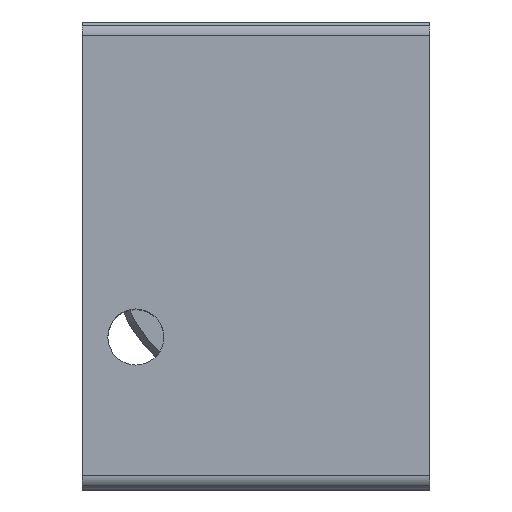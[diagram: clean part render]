
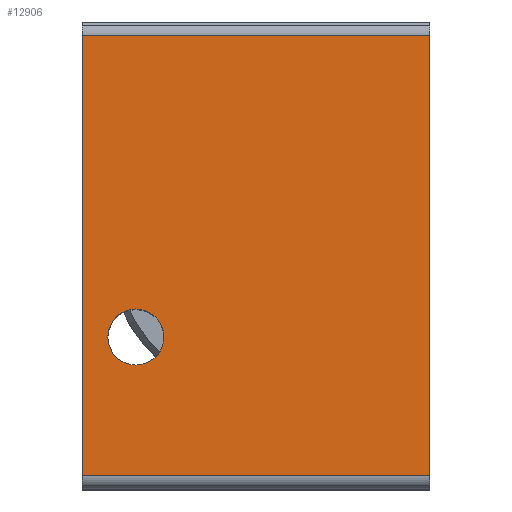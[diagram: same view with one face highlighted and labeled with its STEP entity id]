
A CAD part, top view. The second image highlights one B-rep face of the part: STEP entity #12906.
In plain terms, the highlighted face is planar.
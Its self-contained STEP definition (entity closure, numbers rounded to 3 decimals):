
#313=CARTESIAN_POINT('',(-11.,-6.25,-5.5));
#314=VERTEX_POINT('',#313);
#323=CARTESIAN_POINT('',(-11.,-6.25,-9.7));
#324=VERTEX_POINT('',#323);
#325=CARTESIAN_POINT('',(-11.,-6.25,-7.6));
#326=DIRECTION('',(0.0,1.0,0.0));
#327=DIRECTION('',(0.0,0.0,1.0));
#328=AXIS2_PLACEMENT_3D('',#325,#326,#327);
#329=CIRCLE('',#328,2.1);
#330=EDGE_CURVE('',#324,#314,#329,.T.);
#11041=CARTESIAN_POINT('',(11.0,-6.25,-18.));
#11042=VERTEX_POINT('',#11041);
#11050=CARTESIAN_POINT('',(-15.0,-6.25,-18.));
#11051=VERTEX_POINT('',#11050);
#11052=CARTESIAN_POINT('',(11.0,-6.25,-18.));
#11053=DIRECTION('',(-1.0,0.0,0.0));
#11054=VECTOR('',#11053,26.0);
#11055=LINE('',#11052,#11054);
#11056=EDGE_CURVE('',#11042,#11051,#11055,.T.);
#11106=CARTESIAN_POINT('',(11.0,-6.25,15.));
#11107=VERTEX_POINT('',#11106);
#11115=CARTESIAN_POINT('',(11.0,-6.25,-18.));
#11116=DIRECTION('',(0.0,0.0,1.0));
#11117=VECTOR('',#11116,33.);
#11118=LINE('',#11115,#11117);
#11119=EDGE_CURVE('',#11042,#11107,#11118,.T.);
#11187=CARTESIAN_POINT('',(-15.0,-6.25,15.));
#11188=VERTEX_POINT('',#11187);
#11196=CARTESIAN_POINT('',(-15.0,-6.25,15.));
#11197=DIRECTION('',(1.0,0.0,0.0));
#11198=VECTOR('',#11197,26.0);
#11199=LINE('',#11196,#11198);
#11200=EDGE_CURVE('',#11188,#11107,#11199,.T.);
#12844=CARTESIAN_POINT('',(-11.,-6.25,-7.6));
#12845=DIRECTION('',(0.0,1.0,0.0));
#12846=DIRECTION('',(0.0,0.0,1.0));
#12847=AXIS2_PLACEMENT_3D('',#12844,#12845,#12846);
#12848=CIRCLE('',#12847,2.1);
#12849=EDGE_CURVE('',#314,#324,#12848,.T.);
#12860=CARTESIAN_POINT('',(-15.0,-6.25,15.));
#12861=DIRECTION('',(0.0,0.0,-1.0));
#12862=VECTOR('',#12861,33.);
#12863=LINE('',#12860,#12862);
#12864=EDGE_CURVE('',#11188,#11051,#12863,.T.);
#12891=CARTESIAN_POINT('',(-2.,-6.25,-1.5));
#12892=DIRECTION('',(0.0,1.0,0.0));
#12893=DIRECTION('',(0.0,0.0,1.0));
#12894=AXIS2_PLACEMENT_3D('',#12891,#12892,#12893);
#12895=PLANE('',#12894);
#12896=ORIENTED_EDGE('',*,*,#11056,.F.);
#12897=ORIENTED_EDGE('',*,*,#11119,.T.);
#12898=ORIENTED_EDGE('',*,*,#11200,.F.);
#12899=ORIENTED_EDGE('',*,*,#12864,.T.);
#12900=EDGE_LOOP('',(#12896,#12897,#12898,#12899));
#12901=FACE_OUTER_BOUND('',#12900,.T.);
#12902=ORIENTED_EDGE('',*,*,#330,.T.);
#12903=ORIENTED_EDGE('',*,*,#12849,.T.);
#12904=EDGE_LOOP('',(#12902,#12903));
#12905=FACE_BOUND('',#12904,.T.);
#12906=ADVANCED_FACE('',(#12901,#12905),#12895,.F.);
